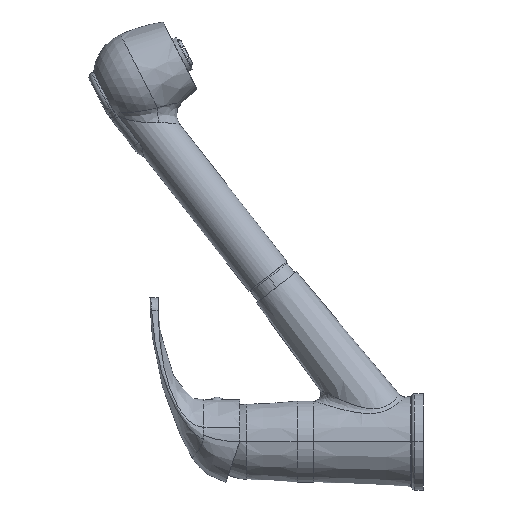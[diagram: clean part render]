
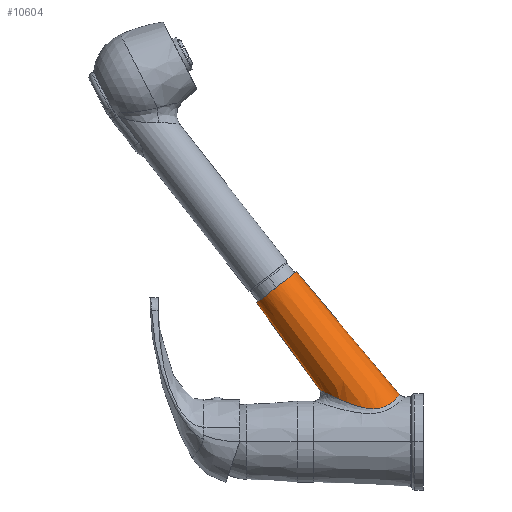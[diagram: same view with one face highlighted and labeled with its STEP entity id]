
A CAD part, left-side view. The second image highlights one B-rep face of the part: STEP entity #10604.
In plain terms, the highlighted conical face has half-angle 2 degrees and reference radius 17.228 mm.
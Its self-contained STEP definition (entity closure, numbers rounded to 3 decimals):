
#4780=CARTESIAN_POINT('',(0.,62.369,31.954));
#4781=CARTESIAN_POINT('',(-0.139,62.368,
31.954));
#4782=CARTESIAN_POINT('',(-0.418,62.362,
31.95));
#4783=CARTESIAN_POINT('',(-0.838,62.333,
31.935));
#4784=CARTESIAN_POINT('',(-1.26,62.284,31.91));
#4785=CARTESIAN_POINT('',(-1.686,62.214,31.875));
#4786=CARTESIAN_POINT('',(-2.115,62.124,31.828));
#4787=CARTESIAN_POINT('',(-2.549,62.011,31.771));
#4788=CARTESIAN_POINT('',(-2.991,61.875,31.701));
#4789=CARTESIAN_POINT('',(-3.441,61.713,31.618));
#4790=CARTESIAN_POINT('',(-3.899,61.524,31.522));
#4791=CARTESIAN_POINT('',(-4.365,61.307,31.411));
#4792=CARTESIAN_POINT('',(-4.844,61.057,31.285));
#4793=CARTESIAN_POINT('',(-5.335,60.772,31.14));
#4794=CARTESIAN_POINT('',(-5.838,60.45,30.977));
#4795=CARTESIAN_POINT('',(-6.353,60.088,30.795));
#4796=CARTESIAN_POINT('',(-6.882,59.681,30.59));
#4797=CARTESIAN_POINT('',(-7.427,59.223,30.361));
#4798=CARTESIAN_POINT('',(-7.987,58.71,30.106));
#4799=CARTESIAN_POINT('',(-8.564,58.137,29.822));
#4800=CARTESIAN_POINT('',(-9.158,57.496,29.506));
#4801=CARTESIAN_POINT('',(-9.768,56.781,29.157));
#4802=CARTESIAN_POINT('',(-10.395,55.985,28.771));
#4803=CARTESIAN_POINT('',(-11.036,55.102,28.347));
#4804=CARTESIAN_POINT('',(-11.69,54.124,27.883));
#4805=CARTESIAN_POINT('',(-12.353,53.046,27.378));
#4806=CARTESIAN_POINT('',(-13.02,51.865,26.835));
#4807=CARTESIAN_POINT('',(-13.687,50.58,26.255));
#4808=CARTESIAN_POINT('',(-14.342,49.196,25.646));
#4809=CARTESIAN_POINT('',(-14.975,47.731,25.019));
#4810=CARTESIAN_POINT('',(-15.578,46.199,24.385));
#4811=CARTESIAN_POINT('',(-16.135,44.631,23.765));
#4812=CARTESIAN_POINT('',(-16.639,43.064,23.174));
#4813=CARTESIAN_POINT('',(-17.082,41.53,22.629));
#4814=CARTESIAN_POINT('',(-17.464,40.048,22.138));
#4815=CARTESIAN_POINT('',(-17.785,38.646,21.709));
#4816=CARTESIAN_POINT('',(-18.05,37.332,21.343));
#4817=CARTESIAN_POINT('',(-18.266,36.102,21.036));
#4818=CARTESIAN_POINT('',(-18.437,34.958,20.783));
#4819=CARTESIAN_POINT('',(-18.57,33.894,20.581));
#4820=CARTESIAN_POINT('',(-18.669,32.903,20.423));
#4821=CARTESIAN_POINT('',(-18.739,31.976,20.305));
#4822=CARTESIAN_POINT('',(-18.783,31.106,20.223));
#4823=CARTESIAN_POINT('',(-18.804,30.289,20.172));
#4824=CARTESIAN_POINT('',(-18.804,29.518,20.15));
#4825=CARTESIAN_POINT('',(-18.785,28.786,20.154));
#4826=CARTESIAN_POINT('',(-18.748,28.089,20.182));
#4827=CARTESIAN_POINT('',(-18.695,27.425,20.231));
#4828=CARTESIAN_POINT('',(-18.625,26.79,20.301));
#4829=CARTESIAN_POINT('',(-18.539,26.178,20.389));
#4830=CARTESIAN_POINT('',(-18.438,25.587,20.497));
#4831=CARTESIAN_POINT('',(-18.32,25.015,20.622));
#4832=CARTESIAN_POINT('',(-18.187,24.459,20.763));
#4833=CARTESIAN_POINT('',(-18.037,23.918,20.922));
#4834=CARTESIAN_POINT('',(-17.869,23.389,21.097));
#4835=CARTESIAN_POINT('',(-17.682,22.87,21.289));
#4836=CARTESIAN_POINT('',(-17.475,22.36,21.498));
#4837=CARTESIAN_POINT('',(-17.247,21.858,21.724));
#4838=CARTESIAN_POINT('',(-16.997,21.364,21.966));
#4839=CARTESIAN_POINT('',(-16.723,20.878,22.225));
#4840=CARTESIAN_POINT('',(-16.422,20.398,22.501));
#4841=CARTESIAN_POINT('',(-16.093,19.923,22.794));
#4842=CARTESIAN_POINT('',(-15.735,19.457,23.101));
#4843=CARTESIAN_POINT('',(-15.346,18.999,23.422));
#4844=CARTESIAN_POINT('',(-14.926,18.551,23.756));
#4845=CARTESIAN_POINT('',(-14.473,18.114,24.101));
#4846=CARTESIAN_POINT('',(-13.987,17.689,24.453));
#4847=CARTESIAN_POINT('',(-13.469,17.279,24.809));
#4848=CARTESIAN_POINT('',(-12.921,16.885,25.166));
#4849=CARTESIAN_POINT('',(-12.343,16.51,25.522));
#4850=CARTESIAN_POINT('',(-11.737,16.154,25.871));
#4851=CARTESIAN_POINT('',(-11.106,15.819,26.212));
#4852=CARTESIAN_POINT('',(-10.452,15.505,26.541));
#4853=CARTESIAN_POINT('',(-9.778,15.214,26.855));
#4854=CARTESIAN_POINT('',(-9.085,14.946,27.153));
#4855=CARTESIAN_POINT('',(-8.378,14.7,27.431));
#4856=CARTESIAN_POINT('',(-7.656,14.476,27.689));
#4857=CARTESIAN_POINT('',(-6.921,14.275,27.925));
#4858=CARTESIAN_POINT('',(-6.176,14.097,28.139));
#4859=CARTESIAN_POINT('',(-5.421,13.94,28.329));
#4860=CARTESIAN_POINT('',(-4.659,13.804,28.495));
#4861=CARTESIAN_POINT('',(-3.891,13.69,28.636));
#4862=CARTESIAN_POINT('',(-3.118,13.597,28.752));
#4863=CARTESIAN_POINT('',(-2.341,13.525,28.842));
#4864=CARTESIAN_POINT('',(-1.561,13.474,28.907));
#4865=CARTESIAN_POINT('',(-0.781,13.444,
28.945));
#4866=CARTESIAN_POINT('',(-0.26,13.437,
28.954));
#4867=CARTESIAN_POINT('',(0.,13.437,
28.954));
#4869=DIRECTION('',(0.,0.588,0.809));
#4870=VECTOR('',#4869,65.578);
#4871=CARTESIAN_POINT('',(0.,62.369,31.954));
#4872=LINE('',#4871,#4870);
#4873=DIRECTION('',(0.,0.643,0.766));
#4874=VECTOR('',#4873,98.087);
#4875=CARTESIAN_POINT('',(0.,13.437,
28.954));
#4876=LINE('',#4875,#4874);
#4877=CARTESIAN_POINT('',(0.,88.7,94.55));
#4878=DIRECTION('',(0.,0.616,0.788));
#4879=DIRECTION('',(0.,0.788,-0.616));
#4880=AXIS2_PLACEMENT_3D('',#4877,#4878,#4879);
#6736=CARTESIAN_POINT('',(0.,100.914,
85.007));
#6737=CARTESIAN_POINT('',(0.,76.486,
104.093));
#6738=VERTEX_POINT('',#6736);
#6739=VERTEX_POINT('',#6737);
#6758=VERTEX_POINT('',#4780);
#6759=VERTEX_POINT('',#4867);
#10592=CARTESIAN_POINT('',(0.,58.233,
55.554));
#10593=DIRECTION('',(0.,-0.616,-0.788));
#10594=DIRECTION('',(0.,-0.788,0.616));
#10595=AXIS2_PLACEMENT_3D('',#10592,#10593,#10594);
#10596=CONICAL_SURFACE('',#10595,17.228,2.);
#10597=ORIENTED_EDGE('',*,*,#10428,.F.);
#10598=ORIENTED_EDGE('',*,*,#10580,.T.);
#10600=ORIENTED_EDGE('',*,*,#10599,.T.);
#10601=ORIENTED_EDGE('',*,*,#10576,.F.);
#10602=EDGE_LOOP('',(#10597,#10598,#10600,#10601));
#10603=FACE_OUTER_BOUND('',#10602,.F.);
#10604=ADVANCED_FACE('',(#10603),#10596,.T.);
#4868=B_SPLINE_CURVE_WITH_KNOTS('',3,(#4780,#4781,#4782,#4783,#4784,#4785,#4786,
#4787,#4788,#4789,#4790,#4791,#4792,#4793,#4794,#4795,#4796,#4797,#4798,#4799,
#4800,#4801,#4802,#4803,#4804,#4805,#4806,#4807,#4808,#4809,#4810,#4811,#4812,
#4813,#4814,#4815,#4816,#4817,#4818,#4819,#4820,#4821,#4822,#4823,#4824,#4825,
#4826,#4827,#4828,#4829,#4830,#4831,#4832,#4833,#4834,#4835,#4836,#4837,#4838,
#4839,#4840,#4841,#4842,#4843,#4844,#4845,#4846,#4847,#4848,#4849,#4850,#4851,
#4852,#4853,#4854,#4855,#4856,#4857,#4858,#4859,#4860,#4861,#4862,#4863,#4864,
#4865,#4866,#4867),.UNSPECIFIED.,.F.,.F.,(4,1,1,1,1,1,1,1,1,1,1,1,1,1,1,1,1,1,1,
1,1,1,1,1,1,1,1,1,1,1,1,1,1,1,1,1,1,1,1,1,1,1,1,1,1,1,1,1,1,1,1,1,1,1,1,1,1,1,1,
1,1,1,1,1,1,1,1,1,1,1,1,1,1,1,1,1,1,1,1,1,1,1,1,1,1,4),(0.,0.012,
0.024,0.035,0.047,0.059,
0.071,0.082,0.094,0.106,
0.118,0.129,0.141,0.153,
0.165,0.176,0.188,0.2,0.212,
0.224,0.235,0.247,0.259,
0.271,0.282,0.294,0.306,
0.318,0.329,0.341,0.353,
0.365,0.376,0.388,0.4,0.412,
0.424,0.435,0.447,0.459,
0.471,0.482,0.494,0.506,
0.518,0.529,0.541,0.553,
0.565,0.576,0.588,0.6,0.612,
0.624,0.635,0.647,0.659,
0.671,0.682,0.694,0.706,
0.718,0.729,0.741,0.753,
0.765,0.776,0.788,0.8,0.812,
0.824,0.835,0.847,0.859,
0.871,0.882,0.894,0.906,
0.918,0.929,0.941,0.953,
0.965,0.976,0.988,1.),.UNSPECIFIED.);
#4881=CIRCLE('',#4880,15.5);
#10428=EDGE_CURVE('',#6758,#6759,#4868,.T.);
#10576=EDGE_CURVE('',#6759,#6739,#4876,.T.);
#10580=EDGE_CURVE('',#6758,#6738,#4872,.T.);
#10599=EDGE_CURVE('',#6738,#6739,#4881,.T.);
